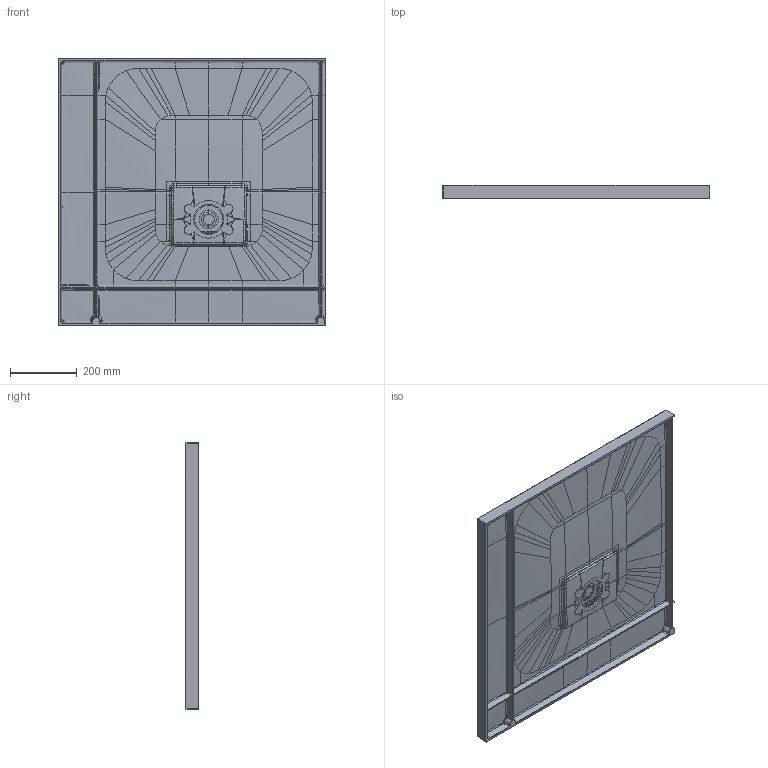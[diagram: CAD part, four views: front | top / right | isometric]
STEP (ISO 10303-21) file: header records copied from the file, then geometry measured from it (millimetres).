
FILE_DESCRIPTION((''),'2;1');
FILE_NAME('UDQ8080SQI1RV_ASM','2023-04-20T15:50:04',('GrootJ'),('Villeroy & Boch Wellness bv'),'CREO PARAMETRIC BY PTC INC, 2022414','CREO PARAMETRIC BY PTC INC, 2022414','');
FILE_SCHEMA(('AP242_MANAGED_MODEL_BASED_3D_ENGINEERING_MIM_LF { 1 0 10303 442 1 1 4 }'));
Products named in the file (41): UDQ8080SQI1RV_SQUARO_INFINITY_1; V3P1304-101_1_1_2_3_4_5_6_7__12; V3P1304-102_1_1_2_3_4_5_6_7___7; V3P1304-102_1_1_2_3_4_5_6_7___8; V3P1304-102_1_1_2_3_4_5_6_7__13_ASM; V3P1304-106_1_1_2_3_4_5_6_7__12; V3P1304-103_1_1_2_3_4_5_6_7__12; V3P1304-104_1_1_2_3_4_5_6_7__12; V3P1304-105_1_1_2_3_4_5_6_7__12; INFINITY_DEKSEL-GLIMLIJN_060_12_ASM; LOGO_INFINITY_06072022_1_1__2_1; LOGO_INFINITY_06072022_1_1__2_2; LOGO_INFINITY_06072022_1_1__2_3; LOGO_INFINITY_06072022_1_1__2_4; LOGO_INFINITY_06072022_1_1__2_5; LOGO_INFINITY_06072022_1_1__2_6; LOGO_INFINITY_06072022_1_1__2_7; LOGO_INFINITY_06072022_1_1__2_8; LOGO_INFINITY_06072022_1_1__2_9; LOGO_INFINITY_06072022_1_1__212; LOGO_INFINITY_06072022_1_1__213; LOGO_INFINITY_06072022_1_1__214; LOGO_INFINITY_06072022_1_1__215; LOGO_INFINITY_06072022_1_1__216; LOGO_INFINITY_06072022_1_1__217; LOGO_INFINITY_06072022_1_1__218; LOGO_INFINITY_06072022_1_1__219; LOGO_INFINITY_06072022_1_1__220; LOGO_INFINITY_06072022_1_1__221; LOGO_INFINITY_06072022_1_1__222; LOGO_INFINITY_06072022_1_1__223; LOGO_INFINITY_06072022_1_1__224; LOGO_INFINITY_06072022_1_1__225; LOGO_INFINITY_06072022_1_1__226; LOGO_INFINITY_06072022_1_1__227; LOGO_INFINITY_06072022_1_1__228; LOGO_INFINITY_06072022_1_1__229; LOGO_INFINITY_06072022_1_1__230; LOGO_INFINITY_06072022_1_1__211_ASM; UDQ8080SQI1RV-SQUARO-INFINITY_A_ASM ...
Assembly tree (43 placements, depth 5):
  UDQ8080SQI1RV_ASM
    UDQ8080SQI1RV-SQUARO-INFINITY_A_ASM
      UDQ8080SQI1RV_SQUARO_INFINITY_1
      INFINITY_DEKSEL-GLIMLIJN_060_12_ASM
        V3P1304-101_1_1_2_3_4_5_6_7__12
        V3P1304-102_1_1_2_3_4_5_6_7__13_ASM
          V3P1304-102_1_1_2_3_4_5_6_7___7
          V3P1304-102_1_1_2_3_4_5_6_7___8
        V3P1304-106_1_1_2_3_4_5_6_7__12  x4
        V3P1304-103_1_1_2_3_4_5_6_7__12
        V3P1304-104_1_1_2_3_4_5_6_7__12
        V3P1304-105_1_1_2_3_4_5_6_7__12
      LOGO_INFINITY_06072022_1_1__211_ASM
        LOGO_INFINITY_06072022_1_1__2_1
        LOGO_INFINITY_06072022_1_1__2_2
        LOGO_INFINITY_06072022_1_1__2_3
        LOGO_INFINITY_06072022_1_1__2_4
        LOGO_INFINITY_06072022_1_1__2_5
        LOGO_INFINITY_06072022_1_1__2_6
        LOGO_INFINITY_06072022_1_1__2_7
        LOGO_INFINITY_06072022_1_1__2_8
        LOGO_INFINITY_06072022_1_1__2_9
        LOGO_INFINITY_06072022_1_1__212
        LOGO_INFINITY_06072022_1_1__213
        LOGO_INFINITY_06072022_1_1__214
        LOGO_INFINITY_06072022_1_1__215
        LOGO_INFINITY_06072022_1_1__216
        LOGO_INFINITY_06072022_1_1__217
        LOGO_INFINITY_06072022_1_1__218
        LOGO_INFINITY_06072022_1_1__219
        LOGO_INFINITY_06072022_1_1__220
        LOGO_INFINITY_06072022_1_1__221
        LOGO_INFINITY_06072022_1_1__222
        LOGO_INFINITY_06072022_1_1__223
        LOGO_INFINITY_06072022_1_1__224
        LOGO_INFINITY_06072022_1_1__225
        LOGO_INFINITY_06072022_1_1__226
        LOGO_INFINITY_06072022_1_1__227
        LOGO_INFINITY_06072022_1_1__228
        LOGO_INFINITY_06072022_1_1__229
        LOGO_INFINITY_06072022_1_1__230
Bounding box: 800 x 40 x 800 mm (x, y, z)
Volume: 11119011.3 mm3; surface area: 1648764.7 mm2
Topology: 39 solids, 40 shells, 5907 faces, 14437 edges, 8302 vertices
Faces by surface type: cylinder 1887, bspline 1823, plane 1188, torus 335, sphere 293, extrusion 226, cone 149, revolution 6
Entity records: 294356 total; most frequent: CARTESIAN_POINT 163134, ORIENTED_EDGE 28080, DIRECTION 18233, EDGE_CURVE 14042, VERTEX_POINT 8242, B_SPLINE_CURVE_WITH_KNOTS 6962, AXIS2_PLACEMENT_3D 6676, EDGE_LOOP 5934
